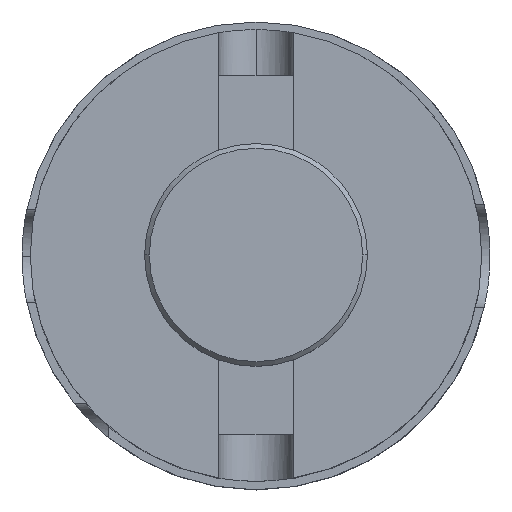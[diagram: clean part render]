
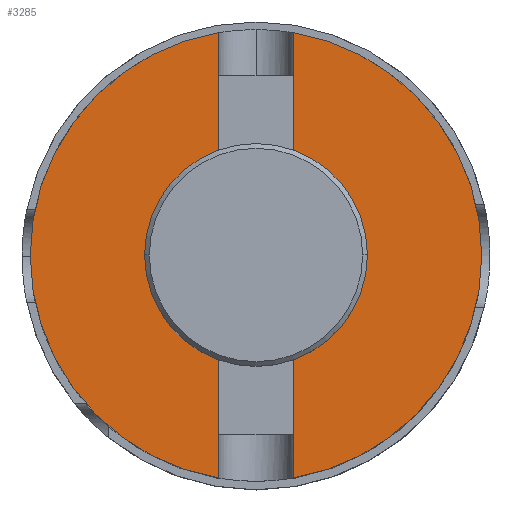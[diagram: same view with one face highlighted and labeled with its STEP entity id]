
A CAD part, top view. The second image highlights one B-rep face of the part: STEP entity #3285.
In plain terms, the highlighted planar face has unit normal (0, 0, 1).
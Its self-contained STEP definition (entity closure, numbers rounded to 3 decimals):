
#1 = DIRECTION ( 'NONE',  ( 0., 1., 0. ) ) ;
#12 = LINE ( 'NONE', #1436, #2803 ) ;
#34 = VERTEX_POINT ( 'NONE', #2353 ) ;
#60 = VECTOR ( 'NONE', #1848, 1000. ) ;
#142 = LINE ( 'NONE', #1888, #1487 ) ;
#144 = VECTOR ( 'NONE', #3650, 1000. ) ;
#151 = DIRECTION ( 'NONE',  ( -1., 0., 0. ) ) ;
#206 = ORIENTED_EDGE ( 'NONE', *, *, #2577, .T. ) ;
#207 = CARTESIAN_POINT ( 'NONE',  ( -7.937, 38.375, 101.6 ) ) ;
#210 = VERTEX_POINT ( 'NONE', #2923 ) ;
#254 = ORIENTED_EDGE ( 'NONE', *, *, #2365, .F. ) ;
#265 = VERTEX_POINT ( 'NONE', #3320 ) ;
#303 = DIRECTION ( 'NONE',  ( -1., 0., 0. ) ) ;
#323 = VECTOR ( 'NONE', #1963, 1000. ) ;
#336 = CARTESIAN_POINT ( 'NONE',  ( 7.938, 47.603, 101.6 ) ) ;
#341 = DIRECTION ( 'NONE',  ( 0., -1., 0. ) ) ;
#374 = CARTESIAN_POINT ( 'NONE',  ( 7.938, -22.5, 101.6 ) ) ;
#393 = CARTESIAN_POINT ( 'NONE',  ( 0., 0., 101.6 ) ) ;
#412 = CARTESIAN_POINT ( 'NONE',  ( -7.937, 48.26, 101.6 ) ) ;
#472 = DIRECTION ( 'NONE',  ( 0., -1., 0. ) ) ;
#487 = ORIENTED_EDGE ( 'NONE', *, *, #2047, .F. ) ;
#494 = VERTEX_POINT ( 'NONE', #3243 ) ;
#534 = CIRCLE ( 'NONE', #1236, 48.26 ) ;
#540 = DIRECTION ( 'NONE',  ( -1., 0., 0. ) ) ;
#559 = DIRECTION ( 'NONE',  ( -1., 0., 0. ) ) ;
#570 = ORIENTED_EDGE ( 'NONE', *, *, #1715, .F. ) ;
#613 = DIRECTION ( 'NONE',  ( 0., 0., -1. ) ) ;
#618 = ORIENTED_EDGE ( 'NONE', *, *, #2734, .T. ) ;
#660 = EDGE_CURVE ( 'NONE', #2039, #3474, #2977, .T. ) ;
#669 = VERTEX_POINT ( 'NONE', #2232 ) ;
#707 = FACE_OUTER_BOUND ( 'NONE', #744, .T. ) ;
#718 = LINE ( 'NONE', #3120, #2225 ) ;
#722 = CARTESIAN_POINT ( 'NONE',  ( -48.26, 0., 101.6 ) ) ;
#732 = CARTESIAN_POINT ( 'NONE',  ( -7.937, 48.26, 101.6 ) ) ;
#744 = EDGE_LOOP ( 'NONE', ( #487, #959, #570, #1608, #1389, #2399, #752, #1643, #1137, #206, #618, #1458, #2390, #254 ) ) ;
#752 = ORIENTED_EDGE ( 'NONE', *, *, #1074, .T. ) ;
#763 = PLANE ( 'NONE',  #1119 ) ;
#775 = DIRECTION ( 'NONE',  ( 0., 1., 0. ) ) ;
#808 = LINE ( 'NONE', #732, #1113 ) ;
#813 = LINE ( 'NONE', #374, #60 ) ;
#892 = VERTEX_POINT ( 'NONE', #207 ) ;
#931 = DIRECTION ( 'NONE',  ( -1., 0., 0. ) ) ;
#938 = VECTOR ( 'NONE', #2897, 1000. ) ;
#959 = ORIENTED_EDGE ( 'NONE', *, *, #1853, .T. ) ;
#1023 = VECTOR ( 'NONE', #341, 1000. ) ;
#1026 = EDGE_CURVE ( 'NONE', #2347, #669, #718, .T. ) ;
#1074 = EDGE_CURVE ( 'NONE', #2039, #265, #142, .T. ) ;
#1100 = ORIENTED_EDGE ( 'NONE', *, *, #1981, .T. ) ;
#1113 = VECTOR ( 'NONE', #775, 1000. ) ;
#1119 = AXIS2_PLACEMENT_3D ( 'NONE', #3073, #1640, #3581 ) ;
#1137 = ORIENTED_EDGE ( 'NONE', *, *, #2667, .F. ) ;
#1138 = CARTESIAN_POINT ( 'NONE',  ( -7.937, 22.5, 101.6 ) ) ;
#1173 = CARTESIAN_POINT ( 'NONE',  ( 7.938, 48.26, 101.6 ) ) ;
#1236 = AXIS2_PLACEMENT_3D ( 'NONE', #3235, #2129, #151 ) ;
#1282 = VERTEX_POINT ( 'NONE', #1138 ) ;
#1328 = EDGE_LOOP ( 'NONE', ( #3452, #1100 ) ) ;
#1366 = EDGE_CURVE ( 'NONE', #3474, #2347, #2677, .T. ) ;
#1389 = ORIENTED_EDGE ( 'NONE', *, *, #1366, .F. ) ;
#1391 = AXIS2_PLACEMENT_3D ( 'NONE', #1711, #2582, #303 ) ;
#1403 = CARTESIAN_POINT ( 'NONE',  ( -19.05, 0., 101.6 ) ) ;
#1436 = CARTESIAN_POINT ( 'NONE',  ( 7.938, 22.5, 101.6 ) ) ;
#1440 = VECTOR ( 'NONE', #3519, 1000. ) ;
#1445 = CARTESIAN_POINT ( 'NONE',  ( 7.938, -47.603, 101.6 ) ) ;
#1458 = ORIENTED_EDGE ( 'NONE', *, *, #3314, .F. ) ;
#1487 = VECTOR ( 'NONE', #472, 1000. ) ;
#1519 = VERTEX_POINT ( 'NONE', #722 ) ;
#1593 = VERTEX_POINT ( 'NONE', #2457 ) ;
#1608 = ORIENTED_EDGE ( 'NONE', *, *, #1026, .F. ) ;
#1640 = DIRECTION ( 'NONE',  ( 0., 0., 1. ) ) ;
#1643 = ORIENTED_EDGE ( 'NONE', *, *, #2162, .T. ) ;
#1686 = DIRECTION ( 'NONE',  ( 1., 0., 0. ) ) ;
#1711 = CARTESIAN_POINT ( 'NONE',  ( 0., 0., 101.6 ) ) ;
#1715 = EDGE_CURVE ( 'NONE', #669, #2933, #3020, .T. ) ;
#1762 = CARTESIAN_POINT ( 'NONE',  ( 0., 0., 101.6 ) ) ;
#1768 = DIRECTION ( 'NONE',  ( -1., 0., 0. ) ) ;
#1834 = LINE ( 'NONE', #3014, #323 ) ;
#1848 = DIRECTION ( 'NONE',  ( 1., 0., 0. ) ) ;
#1853 = EDGE_CURVE ( 'NONE', #494, #2933, #813, .T. ) ;
#1871 = LINE ( 'NONE', #2302, #938 ) ;
#1888 = CARTESIAN_POINT ( 'NONE',  ( 7.938, 48.26, 101.6 ) ) ;
#1958 = VERTEX_POINT ( 'NONE', #2847 ) ;
#1963 = DIRECTION ( 'NONE',  ( 0., -1., 0. ) ) ;
#1965 = CIRCLE ( 'NONE', #3176, 48.26 ) ;
#1981 = EDGE_CURVE ( 'NONE', #210, #2939, #3199, .T. ) ;
#1998 = CIRCLE ( 'NONE', #3364, 19.05 ) ;
#2039 = VERTEX_POINT ( 'NONE', #336 ) ;
#2047 = EDGE_CURVE ( 'NONE', #494, #2477, #2180, .T. ) ;
#2129 = DIRECTION ( 'NONE',  ( 0., 0., -1. ) ) ;
#2131 = CARTESIAN_POINT ( 'NONE',  ( -7.937, -38.375, 101.6 ) ) ;
#2162 = EDGE_CURVE ( 'NONE', #265, #34, #1834, .T. ) ;
#2172 = FACE_BOUND ( 'NONE', #1328, .T. ) ;
#2180 = LINE ( 'NONE', #412, #1440 ) ;
#2225 = VECTOR ( 'NONE', #1, 1000. ) ;
#2227 = DIRECTION ( 'NONE',  ( 0., 0., -1. ) ) ;
#2232 = CARTESIAN_POINT ( 'NONE',  ( 7.938, -38.375, 101.6 ) ) ;
#2237 = AXIS2_PLACEMENT_3D ( 'NONE', #2511, #2815, #559 ) ;
#2292 = CARTESIAN_POINT ( 'NONE',  ( -7.937, 48.26, 101.6 ) ) ;
#2302 = CARTESIAN_POINT ( 'NONE',  ( -7.937, 48.26, 101.6 ) ) ;
#2347 = VERTEX_POINT ( 'NONE', #1445 ) ;
#2353 = CARTESIAN_POINT ( 'NONE',  ( 7.938, 22.5, 101.6 ) ) ;
#2365 = EDGE_CURVE ( 'NONE', #2477, #1593, #2714, .T. ) ;
#2390 = ORIENTED_EDGE ( 'NONE', *, *, #2640, .F. ) ;
#2399 = ORIENTED_EDGE ( 'NONE', *, *, #660, .F. ) ;
#2452 = EDGE_CURVE ( 'NONE', #2939, #210, #1998, .T. ) ;
#2457 = CARTESIAN_POINT ( 'NONE',  ( -7.937, -47.603, 101.6 ) ) ;
#2477 = VERTEX_POINT ( 'NONE', #2131 ) ;
#2511 = CARTESIAN_POINT ( 'NONE',  ( 0., 0., 101.6 ) ) ;
#2537 = CARTESIAN_POINT ( 'NONE',  ( 7.938, -22.5, 101.6 ) ) ;
#2577 = EDGE_CURVE ( 'NONE', #1282, #892, #808, .T. ) ;
#2582 = DIRECTION ( 'NONE',  ( 0., 0., -1. ) ) ;
#2640 = EDGE_CURVE ( 'NONE', #1593, #1519, #1965, .T. ) ;
#2667 = EDGE_CURVE ( 'NONE', #1282, #34, #12, .T. ) ;
#2677 = CIRCLE ( 'NONE', #3509, 48.26 ) ;
#2714 = LINE ( 'NONE', #2292, #1023 ) ;
#2734 = EDGE_CURVE ( 'NONE', #892, #1958, #1871, .T. ) ;
#2803 = VECTOR ( 'NONE', #1686, 1000. ) ;
#2815 = DIRECTION ( 'NONE',  ( 0., 0., -1. ) ) ;
#2847 = CARTESIAN_POINT ( 'NONE',  ( -7.937, 47.603, 101.6 ) ) ;
#2897 = DIRECTION ( 'NONE',  ( 0., 1., 0. ) ) ;
#2923 = CARTESIAN_POINT ( 'NONE',  ( 19.05, 0., 101.6 ) ) ;
#2933 = VERTEX_POINT ( 'NONE', #2537 ) ;
#2939 = VERTEX_POINT ( 'NONE', #1403 ) ;
#2977 = CIRCLE ( 'NONE', #2237, 48.26 ) ;
#3014 = CARTESIAN_POINT ( 'NONE',  ( 7.938, 48.26, 101.6 ) ) ;
#3020 = LINE ( 'NONE', #1173, #144 ) ;
#3039 = CARTESIAN_POINT ( 'NONE',  ( 0., 0., 101.6 ) ) ;
#3073 = CARTESIAN_POINT ( 'NONE',  ( 0., 48.26, 101.6 ) ) ;
#3120 = CARTESIAN_POINT ( 'NONE',  ( 7.938, 48.26, 101.6 ) ) ;
#3176 = AXIS2_PLACEMENT_3D ( 'NONE', #3039, #2227, #540 ) ;
#3199 = CIRCLE ( 'NONE', #1391, 19.05 ) ;
#3235 = CARTESIAN_POINT ( 'NONE',  ( 0., 0., 101.6 ) ) ;
#3243 = CARTESIAN_POINT ( 'NONE',  ( -7.937, -22.5, 101.6 ) ) ;
#3285 = ADVANCED_FACE ( 'NONE', ( #707, #2172 ), #763, .T. ) ;
#3314 = EDGE_CURVE ( 'NONE', #1519, #1958, #534, .T. ) ;
#3320 = CARTESIAN_POINT ( 'NONE',  ( 7.938, 38.375, 101.6 ) ) ;
#3364 = AXIS2_PLACEMENT_3D ( 'NONE', #393, #3449, #1768 ) ;
#3449 = DIRECTION ( 'NONE',  ( 0., 0., -1. ) ) ;
#3452 = ORIENTED_EDGE ( 'NONE', *, *, #2452, .T. ) ;
#3474 = VERTEX_POINT ( 'NONE', #3572 ) ;
#3509 = AXIS2_PLACEMENT_3D ( 'NONE', #1762, #613, #931 ) ;
#3519 = DIRECTION ( 'NONE',  ( 0., -1., 0. ) ) ;
#3572 = CARTESIAN_POINT ( 'NONE',  ( 48.26, 0., 101.6 ) ) ;
#3581 = DIRECTION ( 'NONE',  ( 1., 0., 0. ) ) ;
#3650 = DIRECTION ( 'NONE',  ( 0., 1., 0. ) ) ;
